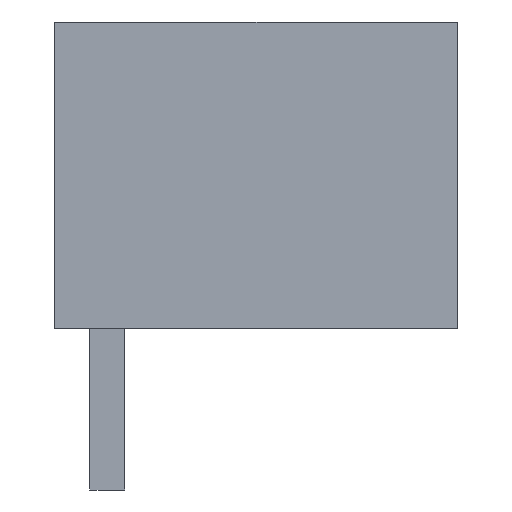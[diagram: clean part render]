
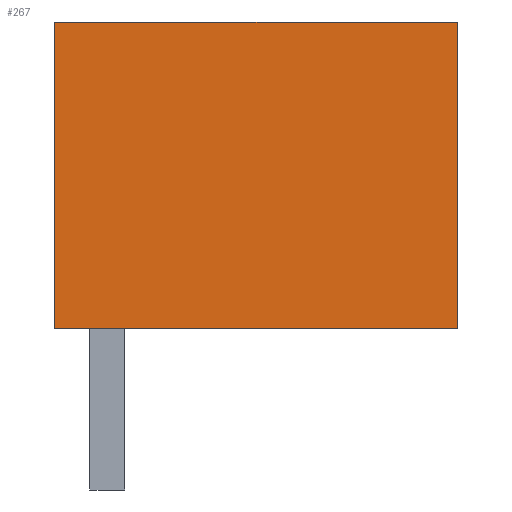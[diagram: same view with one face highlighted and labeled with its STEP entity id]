
A CAD part, left-side view. The second image highlights one B-rep face of the part: STEP entity #267.
In plain terms, the highlighted planar face has unit normal (-1, 0, 0).
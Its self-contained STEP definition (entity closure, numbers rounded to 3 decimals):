
#267 = ADVANCED_FACE( '', ( #595 ), #596, .T. );
#595 = FACE_OUTER_BOUND( '', #980, .T. );
#596 = PLANE( '', #981 );
#980 = EDGE_LOOP( '', ( #1712, #1713, #1714, #1715 ) );
#981 = AXIS2_PLACEMENT_3D( '', #1716, #1717, #1718 );
#1712 = ORIENTED_EDGE( '', *, *, #2551, .F. );
#1713 = ORIENTED_EDGE( '', *, *, #2567, .F. );
#1714 = ORIENTED_EDGE( '', *, *, #2568, .T. );
#1715 = ORIENTED_EDGE( '', *, *, #2420, .T. );
#1716 = CARTESIAN_POINT( '', ( -2.15, -8., 7. ) );
#1717 = DIRECTION( '', ( -1., 0., 0. ) );
#1718 = DIRECTION( '', ( 0., 0., 1. ) );
#2420 = EDGE_CURVE( '', #2957, #2955, #2958, .T. );
#2551 = EDGE_CURVE( '', #3157, #2955, #3159, .T. );
#2567 = EDGE_CURVE( '', #3182, #3157, #3183, .T. );
#2568 = EDGE_CURVE( '', #3182, #2957, #3184, .T. );
#2955 = VERTEX_POINT( '', #3701 );
#2957 = VERTEX_POINT( '', #3704 );
#2958 = LINE( '', #3705, #3706 );
#3157 = VERTEX_POINT( '', #3988 );
#3159 = LINE( '', #3991, #3992 );
#3182 = VERTEX_POINT( '', #4026 );
#3183 = LINE( '', #4027, #4028 );
#3184 = LINE( '', #4029, #4030 );
#3701 = CARTESIAN_POINT( '', ( -2.15, 1.2, 0. ) );
#3704 = CARTESIAN_POINT( '', ( -2.15, 1.2, 7. ) );
#3705 = CARTESIAN_POINT( '', ( -2.15, 1.2, 7. ) );
#3706 = VECTOR( '', #4401, 1000. );
#3988 = CARTESIAN_POINT( '', ( -2.15, -8., 0. ) );
#3991 = CARTESIAN_POINT( '', ( -2.15, -8., 0. ) );
#3992 = VECTOR( '', #4531, 1000. );
#4026 = CARTESIAN_POINT( '', ( -2.15, -8., 7. ) );
#4027 = CARTESIAN_POINT( '', ( -2.15, -8., 7. ) );
#4028 = VECTOR( '', #4546, 1000. );
#4029 = CARTESIAN_POINT( '', ( -2.15, -8., 7. ) );
#4030 = VECTOR( '', #4547, 1000. );
#4401 = DIRECTION( '', ( 0., 0., -1. ) );
#4531 = DIRECTION( '', ( 0., 1., 0. ) );
#4546 = DIRECTION( '', ( 0., 0., -1. ) );
#4547 = DIRECTION( '', ( 0., 1., 0. ) );
